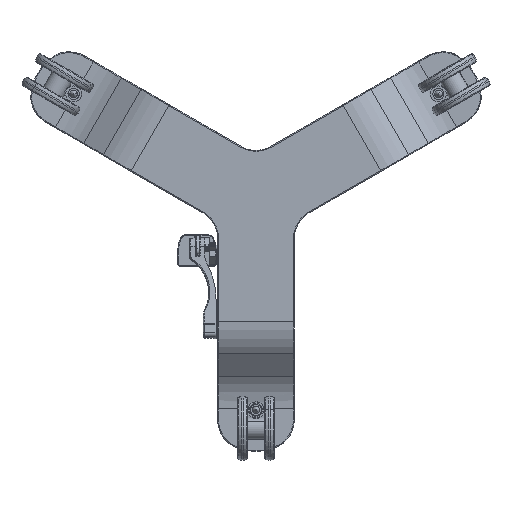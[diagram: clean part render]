
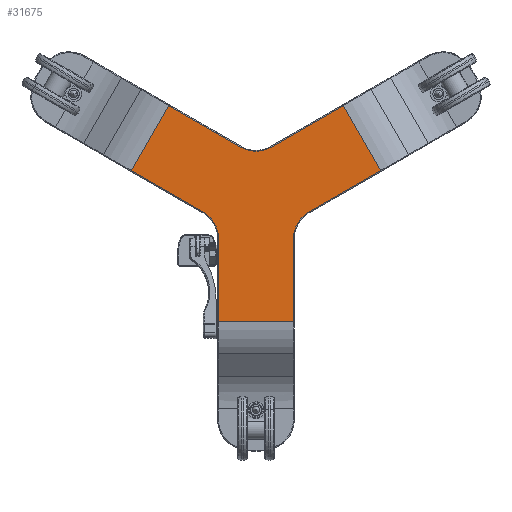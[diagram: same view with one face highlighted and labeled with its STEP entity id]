
A CAD part, front view. The second image highlights one B-rep face of the part: STEP entity #31675.
In plain terms, the highlighted planar face has unit normal (0, -1, 0).
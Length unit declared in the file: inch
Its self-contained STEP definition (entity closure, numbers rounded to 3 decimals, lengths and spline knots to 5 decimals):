
#218 = DIRECTION ( 'NONE',  ( 1., 0., 0. ) ) ;
#930 = VERTEX_POINT ( 'NONE', #41047 ) ;
#951 = EDGE_CURVE ( 'Defeatured_0_437+Defeatured_0_36+Defeatured_0_34+Defeatured_0_38', #39355, #58334, #60069, .T. ) ;
#1905 = LINE ( 'NONE', #22928, #65739 ) ;
#2342 = ORIENTED_EDGE ( 'NONE', *, *, #951, .T. ) ;
#3772 = VERTEX_POINT ( 'NONE', #46668 ) ;
#4241 = VECTOR ( 'NONE', #45144, 39.37008 ) ;
#4770 = EDGE_CURVE ( 'Defeatured_0_437+Defeatured_0_323+Defeatured_0_10+Defeatured_0_34', #930, #68233, #20284, .T. ) ;
#5246 = VERTEX_POINT ( 'NONE', #50353 ) ;
#5372 = EDGE_CURVE ( 'Defeatured_0_437+Defeatured_0_8+Defeatured_0_6+Defeatured_0_10', #35888, #52490, #5793, .T. ) ;
#5472 = VECTOR ( 'NONE', #37006, 39.37008 ) ;
#5793 = CIRCLE ( 'NONE', #52835, 2.36 ) ;
#6591 = CARTESIAN_POINT ( 'NONE',  ( 2.94, -3.25, -9.57984 ) ) ;
#6712 = ORIENTED_EDGE ( 'NONE', *, *, #24047, .F. ) ;
#6734 = EDGE_CURVE ( 'Defeatured_0_437+Defeatured_0_25+Defeatured_0_27+Defeatured_0_327', #56760, #3772, #22046, .T. ) ;
#7377 = VECTOR ( 'NONE', #10664, 39.37008 ) ;
#7630 = LINE ( 'NONE', #30408, #4241 ) ;
#9350 = ORIENTED_EDGE ( 'NONE', *, *, #13116, .T. ) ;
#9656 = CARTESIAN_POINT ( 'NONE',  ( -8.81749, -3.25, -15.27233 ) ) ;
#10004 = FACE_OUTER_BOUND ( 'NONE', #16765, .T. ) ;
#10664 = DIRECTION ( 'NONE',  ( -0.866, 0., 0.5 ) ) ;
#11305 = VERTEX_POINT ( 'NONE', #6591 ) ;
#11438 = AXIS2_PLACEMENT_3D ( 'NONE', #9656, #42246, #47516 ) ;
#13116 = EDGE_CURVE ( 'Defeatured_0_437+Defeatured_0_6+Defeatured_0_327+Defeatured_0_8', #11305, #35888, #40996, .T. ) ;
#14641 = ORIENTED_EDGE ( 'NONE', *, *, #27691, .T. ) ;
#14907 = LINE ( 'NONE', #15594, #5472 ) ;
#15594 = CARTESIAN_POINT ( 'NONE',  ( -17.11387, -3.25, -10.48242 ) ) ;
#16765 = EDGE_LOOP ( 'NONE', ( #6712, #45421, #36475, #19381, #64422, #9350, #31468, #14641, #59511, #58301, #2342, #46778 ) ) ;
#19381 = ORIENTED_EDGE ( 'NONE', *, *, #6734, .T. ) ;
#19798 = CARTESIAN_POINT ( 'NONE',  ( 6.82638, -3.25, 7.33603 ) ) ;
#20030 = DIRECTION ( 'NONE',  ( 0., 1., 0. ) ) ;
#20284 = LINE ( 'NONE', #63049, #44936 ) ;
#20427 = EDGE_CURVE ( 'Defeatured_0_437+Defeatured_0_38+Defeatured_0_36+Defeatured_0_441', #58334, #36623, #67866, .T. ) ;
#21564 = PLANE ( 'NONE',  #11438 ) ;
#22046 = LINE ( 'NONE', #49380, #33738 ) ;
#22928 = CARTESIAN_POINT ( 'NONE',  ( -10.99628, -3.25, 2.95389 ) ) ;
#24047 = EDGE_CURVE ( 'Defeatured_0_441+Defeatured_0_437+Defeatured_0_31+Defeatured_0_40', #32878, #36623, #14907, .T. ) ;
#24169 = CARTESIAN_POINT ( 'NONE',  ( 4.12, -3.25, -1.01614 ) ) ;
#24766 = AXIS2_PLACEMENT_3D ( 'NONE', #30126, #51488, #36103 ) ;
#25225 = DIRECTION ( 'NONE',  ( 0., 0., 1. ) ) ;
#25578 = EDGE_CURVE ( 'Defeatured_0_437+Defeatured_0_29+Defeatured_0_441+Defeatured_0_27', #32878, #5246, #1905, .T. ) ;
#26163 = CARTESIAN_POINT ( 'NONE',  ( -9.23314, -3.25, -1.93594 ) ) ;
#26845 = LINE ( 'NONE', #42287, #50235 ) ;
#27642 = DIRECTION ( 'NONE',  ( 0., 0., -1. ) ) ;
#27691 = EDGE_CURVE ( 'Defeatured_0_437+Defeatured_0_10+Defeatured_0_8+Defeatured_0_323', #52490, #930, #7630, .T. ) ;
#28527 = DIRECTION ( 'NONE',  ( 0.866, 0., -0.5 ) ) ;
#29840 = CARTESIAN_POINT ( 'NONE',  ( 0., -3.25, 6.11991 ) ) ;
#30126 = CARTESIAN_POINT ( 'NONE',  ( -5.3, -3.25, -3.05996 ) ) ;
#30408 = CARTESIAN_POINT ( 'NONE',  ( -6.29314, -3.25, -7.02817 ) ) ;
#31468 = ORIENTED_EDGE ( 'NONE', *, *, #5372, .T. ) ;
#31675 = ADVANCED_FACE ( 'Defeatured_0_437', ( #10004 ), #21564, .F. ) ;
#32878 = VERTEX_POINT ( 'NONE', #49200 ) ;
#33738 = VECTOR ( 'NONE', #27642, 39.37008 ) ;
#35888 = VERTEX_POINT ( 'NONE', #45736 ) ;
#36103 = DIRECTION ( 'NONE',  ( -1., 0., 0. ) ) ;
#36133 = CARTESIAN_POINT ( 'NONE',  ( 2.94, -3.25, 2.0359 ) ) ;
#36344 = DIRECTION ( 'NONE',  ( 0., 1., 0. ) ) ;
#36475 = ORIENTED_EDGE ( 'NONE', *, *, #58836, .T. ) ;
#36623 = VERTEX_POINT ( 'NONE', #66745 ) ;
#37006 = DIRECTION ( 'NONE',  ( 0.5, 0., 0.866 ) ) ;
#37092 = CIRCLE ( 'NONE', #24766, 2.36 ) ;
#39355 = VERTEX_POINT ( 'NONE', #54766 ) ;
#39425 = CARTESIAN_POINT ( 'NONE',  ( -2.94, -3.25, -3.05996 ) ) ;
#40996 = LINE ( 'NONE', #36133, #50611 ) ;
#41047 = CARTESIAN_POINT ( 'NONE',  ( 9.76638, -3.25, 2.2438 ) ) ;
#41413 = EDGE_CURVE ( 'Defeatured_0_437+Defeatured_0_34+Defeatured_0_323+Defeatured_0_36', #68233, #39355, #58406, .T. ) ;
#41472 = EDGE_CURVE ( 'Defeatured_0_437+Defeatured_0_327+Defeatured_0_25+Defeatured_0_6', #3772, #11305, #26845, .T. ) ;
#41576 = CARTESIAN_POINT ( 'NONE',  ( 5.3, -3.25, -3.05996 ) ) ;
#42246 = DIRECTION ( 'NONE',  ( 0., 1., 0. ) ) ;
#42287 = CARTESIAN_POINT ( 'NONE',  ( 4., -3.25, -9.57984 ) ) ;
#44936 = VECTOR ( 'NONE', #53204, 39.37008 ) ;
#45144 = DIRECTION ( 'NONE',  ( 0.866, 0., 0.5 ) ) ;
#45365 = CARTESIAN_POINT ( 'NONE',  ( -1.18, -3.25, 4.07609 ) ) ;
#45421 = ORIENTED_EDGE ( 'NONE', *, *, #25578, .T. ) ;
#45736 = CARTESIAN_POINT ( 'NONE',  ( 2.94, -3.25, -3.05996 ) ) ;
#46668 = CARTESIAN_POINT ( 'NONE',  ( -2.94, -3.25, -9.57984 ) ) ;
#46778 = ORIENTED_EDGE ( 'NONE', *, *, #20427, .T. ) ;
#47516 = DIRECTION ( 'NONE',  ( 0.866, 0., -0.5 ) ) ;
#49200 = CARTESIAN_POINT ( 'NONE',  ( -9.76638, -3.25, 2.2438 ) ) ;
#49380 = CARTESIAN_POINT ( 'NONE',  ( -2.94, -3.25, 2.0359 ) ) ;
#50235 = VECTOR ( 'NONE', #218, 39.37008 ) ;
#50353 = CARTESIAN_POINT ( 'NONE',  ( -4.12, -3.25, -1.01614 ) ) ;
#50611 = VECTOR ( 'NONE', #25225, 39.37008 ) ;
#51488 = DIRECTION ( 'NONE',  ( 0., 1., 0. ) ) ;
#51736 = DIRECTION ( 'NONE',  ( -1., 0., 0. ) ) ;
#52490 = VERTEX_POINT ( 'NONE', #24169 ) ;
#52835 = AXIS2_PLACEMENT_3D ( 'NONE', #41576, #36344, #51736 ) ;
#53204 = DIRECTION ( 'NONE',  ( -0.5, 0., 0.866 ) ) ;
#54766 = CARTESIAN_POINT ( 'NONE',  ( 1.18, -3.25, 4.07609 ) ) ;
#56760 = VERTEX_POINT ( 'NONE', #39425 ) ;
#58301 = ORIENTED_EDGE ( 'NONE', *, *, #41413, .T. ) ;
#58334 = VERTEX_POINT ( 'NONE', #45365 ) ;
#58406 = LINE ( 'NONE', #26163, #68172 ) ;
#58746 = DIRECTION ( 'NONE',  ( -0.866, 0., -0.5 ) ) ;
#58836 = EDGE_CURVE ( 'Defeatured_0_437+Defeatured_0_27+Defeatured_0_29+Defeatured_0_25', #5246, #56760, #37092, .T. ) ;
#59511 = ORIENTED_EDGE ( 'NONE', *, *, #4770, .T. ) ;
#60069 = CIRCLE ( 'NONE', #69047, 2.36 ) ;
#63049 = CARTESIAN_POINT ( 'NONE',  ( 6.29638, -3.25, 8.25402 ) ) ;
#63969 = CARTESIAN_POINT ( 'NONE',  ( -8.05628, -3.25, 8.04611 ) ) ;
#64422 = ORIENTED_EDGE ( 'NONE', *, *, #41472, .T. ) ;
#65739 = VECTOR ( 'NONE', #28527, 39.37008 ) ;
#66745 = CARTESIAN_POINT ( 'NONE',  ( -6.82638, -3.25, 7.33603 ) ) ;
#67369 = DIRECTION ( 'NONE',  ( -1., 0., 0. ) ) ;
#67866 = LINE ( 'NONE', #63969, #7377 ) ;
#68172 = VECTOR ( 'NONE', #58746, 39.37008 ) ;
#68233 = VERTEX_POINT ( 'NONE', #19798 ) ;
#69047 = AXIS2_PLACEMENT_3D ( 'NONE', #29840, #20030, #67369 ) ;
